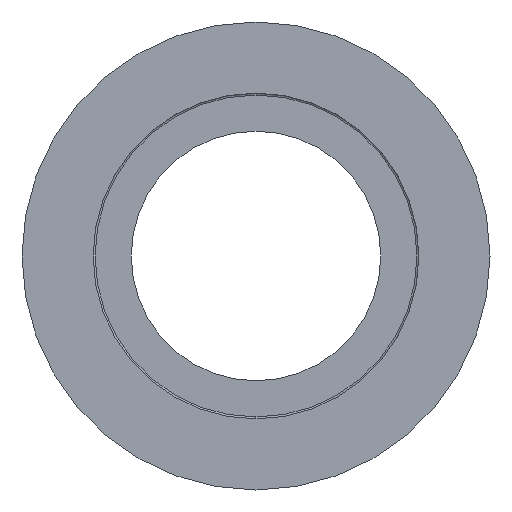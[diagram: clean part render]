
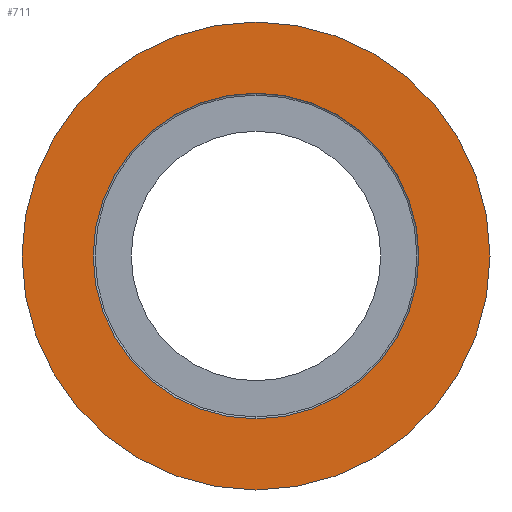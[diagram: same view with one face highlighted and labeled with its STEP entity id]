
A CAD part, left-side view. The second image highlights one B-rep face of the part: STEP entity #711.
In plain terms, the highlighted planar face has unit normal (-1, 0, 0).
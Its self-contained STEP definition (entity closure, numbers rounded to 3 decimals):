
#80 = EDGE_CURVE ( 'NONE', #488, #293, #841, .T. ) ;
#88 = EDGE_LOOP ( 'NONE', ( #352, #571 ) ) ;
#106 = ORIENTED_EDGE ( 'NONE', *, *, #505, .T. ) ;
#113 = DIRECTION ( 'NONE',  ( -1., 0., 0. ) ) ;
#118 = DIRECTION ( 'NONE',  ( -1., 0., 0. ) ) ;
#235 = AXIS2_PLACEMENT_3D ( 'NONE', #336, #807, #405 ) ;
#247 = CIRCLE ( 'NONE', #335, 37.5 ) ;
#293 = VERTEX_POINT ( 'NONE', #734 ) ;
#306 = PLANE ( 'NONE',  #828 ) ;
#315 = ORIENTED_EDGE ( 'NONE', *, *, #80, .T. ) ;
#316 = CARTESIAN_POINT ( 'NONE',  ( 0., 0., 37.5 ) ) ;
#335 = AXIS2_PLACEMENT_3D ( 'NONE', #542, #118, #600 ) ;
#336 = CARTESIAN_POINT ( 'NONE',  ( 0., 0., 0. ) ) ;
#342 = EDGE_LOOP ( 'NONE', ( #315, #106 ) ) ;
#352 = ORIENTED_EDGE ( 'NONE', *, *, #602, .F. ) ;
#356 = AXIS2_PLACEMENT_3D ( 'NONE', #534, #113, #596 ) ;
#361 = CARTESIAN_POINT ( 'NONE',  ( 0., 0., 26.1 ) ) ;
#363 = CARTESIAN_POINT ( 'NONE',  ( 0., 0., 0. ) ) ;
#372 = DIRECTION ( 'NONE',  ( 1., 0., 0. ) ) ;
#373 = DIRECTION ( 'NONE',  ( 0., 0., -1. ) ) ;
#405 = DIRECTION ( 'NONE',  ( 0., 0., 1. ) ) ;
#436 = DIRECTION ( 'NONE',  ( 0., 0., 1. ) ) ;
#488 = VERTEX_POINT ( 'NONE', #316 ) ;
#505 = EDGE_CURVE ( 'NONE', #293, #488, #247, .T. ) ;
#534 = CARTESIAN_POINT ( 'NONE',  ( 0., 0., 0. ) ) ;
#542 = CARTESIAN_POINT ( 'NONE',  ( 0., 0., 0. ) ) ;
#564 = FACE_OUTER_BOUND ( 'NONE', #342, .T. ) ;
#571 = ORIENTED_EDGE ( 'NONE', *, *, #796, .F. ) ;
#596 = DIRECTION ( 'NONE',  ( 0., 0., 1. ) ) ;
#600 = DIRECTION ( 'NONE',  ( 0., 0., 1. ) ) ;
#602 = EDGE_CURVE ( 'NONE', #611, #853, #645, .T. ) ;
#606 = FACE_BOUND ( 'NONE', #88, .T. ) ;
#611 = VERTEX_POINT ( 'NONE', #361 ) ;
#625 = AXIS2_PLACEMENT_3D ( 'NONE', #363, #834, #436 ) ;
#645 = CIRCLE ( 'NONE', #625, 26.1 ) ;
#651 = CARTESIAN_POINT ( 'NONE',  ( 0., 0., -26.1 ) ) ;
#689 = CIRCLE ( 'NONE', #356, 26.1 ) ;
#711 = ADVANCED_FACE ( 'NONE', ( #606, #564 ), #306, .F. ) ;
#734 = CARTESIAN_POINT ( 'NONE',  ( 0., 0., -37.5 ) ) ;
#741 = CARTESIAN_POINT ( 'NONE',  ( 0., 0., -26.1 ) ) ;
#796 = EDGE_CURVE ( 'NONE', #853, #611, #689, .T. ) ;
#807 = DIRECTION ( 'NONE',  ( -1., 0., 0. ) ) ;
#828 = AXIS2_PLACEMENT_3D ( 'NONE', #651, #372, #373 ) ;
#834 = DIRECTION ( 'NONE',  ( -1., 0., 0. ) ) ;
#841 = CIRCLE ( 'NONE', #235, 37.5 ) ;
#853 = VERTEX_POINT ( 'NONE', #741 ) ;
